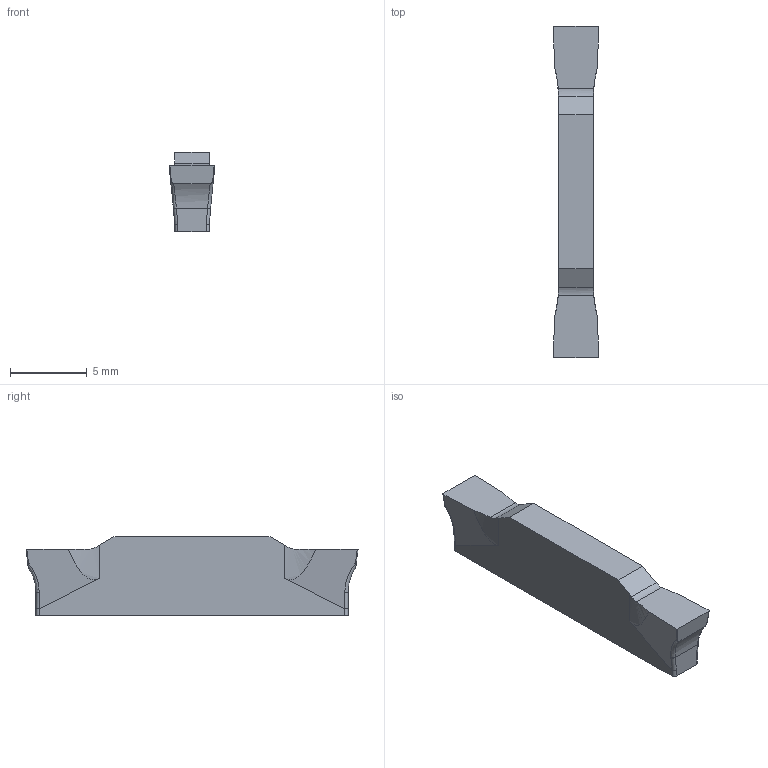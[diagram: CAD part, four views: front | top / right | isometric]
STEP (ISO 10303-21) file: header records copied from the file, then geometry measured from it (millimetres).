
FILE_DESCRIPTION((''),'2;1');
FILE_NAME('GY2G0300F005N-GL','2021-02-26T10:17:12',('tlyac05'),('PTC Japan'),'CREO PARAMETRIC BY PTC INC, 2018500','CREO PARAMETRIC BY PTC INC, 2018500','');
FILE_SCHEMA(('AUTOMOTIVE_DESIGN { 1 0 10303 214 1 1 1 1 }'));
Length unit declared in the file: millimetre
Products named in the file (1): GY2G0300F005N-GL
Bounding box: 3 x 21.7 x 5.2 mm (x, y, z)
Volume: 232.7 mm3; surface area: 322.9 mm2
Topology: 1 solids, 1 shells, 40 faces, 140 edges, 102 vertices
Faces by surface type: plane 16, cylinder 16, bspline 4, extrusion 4
Entity records: 2492 total; most frequent: CARTESIAN_POINT 923, ORIENTED_EDGE 224, DIRECTION 176, PRESENTATION_STYLE_ASSIGNMENT 143, STYLED_ITEM 143, CURVE_STYLE 142, EDGE_CURVE 112, VECTOR 74
